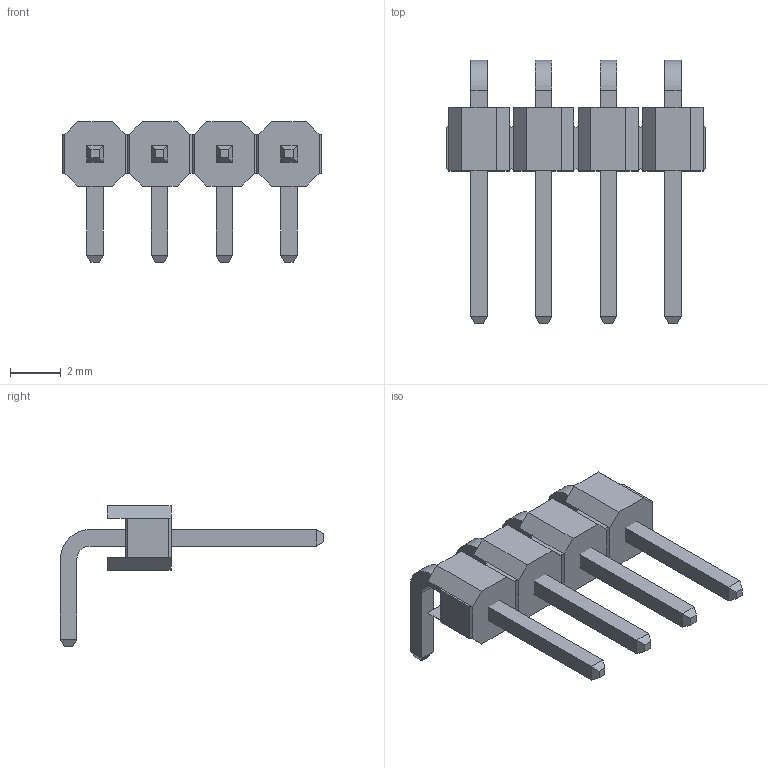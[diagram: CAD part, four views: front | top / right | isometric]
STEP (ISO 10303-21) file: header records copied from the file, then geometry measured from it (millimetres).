
FILE_DESCRIPTION(('STEP AP214'), '1');
FILE_NAME('DS1022-1x5RDF11', '', ('UNSPECIFIED'), ('UNSPECIFIED'), 'ASCON STEP Converter 1.3', 'ASCON Math Kernel', '');
FILE_SCHEMA(('AUTOMOTIVE_DESIGN { 1 0 10303 214 3 1 1}'));
Length unit declared in the file: millimetre
Bounding box: 10.16 x 10.35 x 5.54 mm (x, y, z)
Volume: 69.9 mm3; surface area: 268.4 mm2
Topology: 5 solids, 5 shells, 148 faces, 334 edges, 196 vertices
Faces by surface type: plane 140, cylinder 8
Entity records: 5206 total; most frequent: CARTESIAN_POINT 679, ORIENTED_EDGE 668, DIRECTION 648, EDGE_CURVE 334, LINE 318, VECTOR 318, VERTEX_POINT 196, AXIS2_PLACEMENT_3D 165
